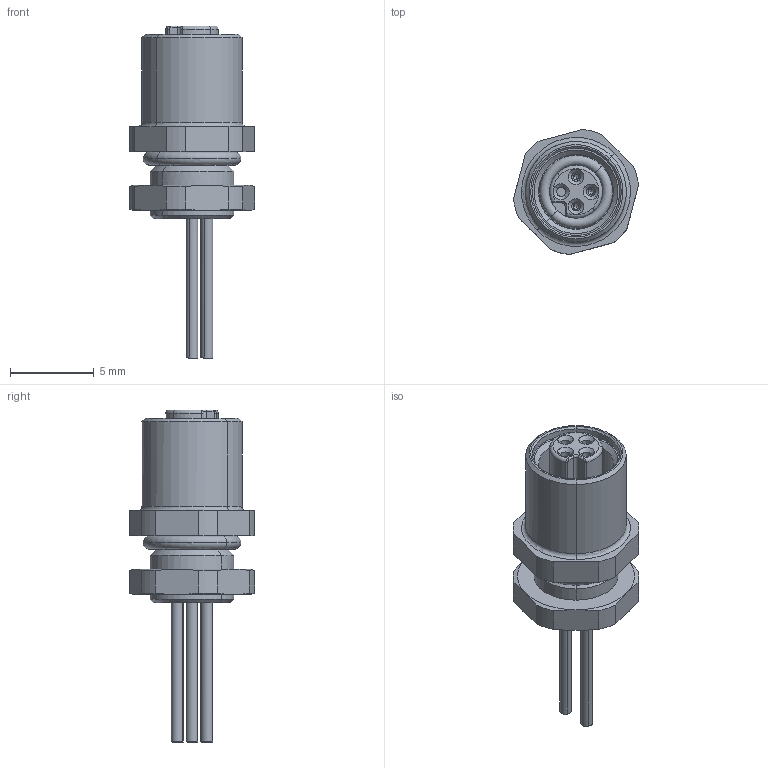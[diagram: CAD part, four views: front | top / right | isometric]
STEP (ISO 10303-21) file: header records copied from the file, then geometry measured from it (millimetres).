
FILE_DESCRIPTION(('CATIA V5 STEP Exchange','CAx-IF Rec.Pracs.--- Model Styling and Organization---1.4--- 2014-01-23'),'2;1');
FILE_NAME ('024693-2_1', '2021-03-17T08:11:02+00:00', ('none'), ('Weidmueller'), 'CATIA Version 5-6 Release 2016 SP3 HF44', 'CATIA V5 STEP AP214', 'none');
FILE_SCHEMA(('AUTOMOTIVE_DESIGN { 1 0 10303 214 1 1 1 1 }'));
Length unit declared in the file: millimetre
Products named in the file (1): 1873060000
Bounding box: 7.46 x 7.46 x 19.8 mm (x, y, z)
Volume: 308.2 mm3; surface area: 728.7 mm2
Topology: 10 solids, 10 shells, 201 faces, 450 edges, 273 vertices
Faces by surface type: cylinder 67, plane 60, cone 60, torus 12, bspline 2
Entity records: 5776 total; most frequent: CARTESIAN_POINT 1670, ORIENTED_EDGE 888, DIRECTION 682, EDGE_CURVE 444, AXIS2_PLACEMENT_3D 358, VERTEX_POINT 273, EDGE_LOOP 213, ADVANCED_FACE 201
